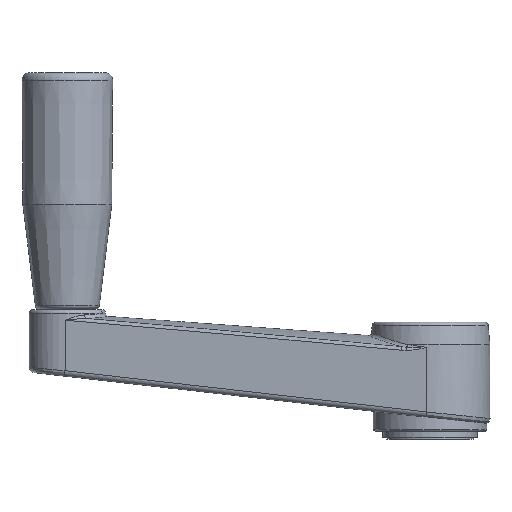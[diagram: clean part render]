
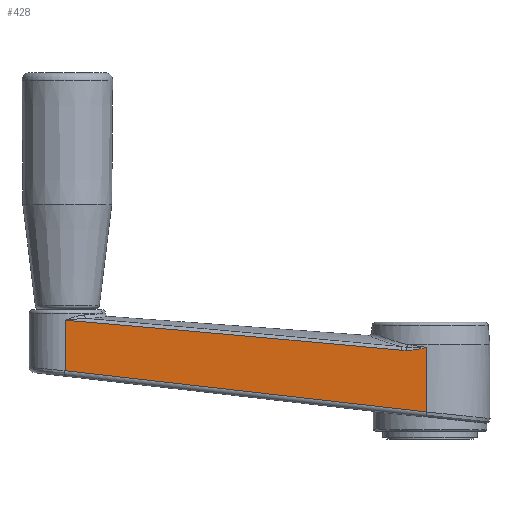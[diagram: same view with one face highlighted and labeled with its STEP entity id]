
A CAD part, left-side view. The second image highlights one B-rep face of the part: STEP entity #428.
In plain terms, the highlighted planar face has unit normal (-0.998, 0.06, 0).
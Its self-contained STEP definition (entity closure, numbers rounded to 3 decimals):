
#428 = ADVANCED_FACE( '', ( #905 ), #906, .T. );
#905 = FACE_OUTER_BOUND( '', #3058, .T. );
#906 = PLANE( '', #3059 );
#3058 = EDGE_LOOP( '', ( #4263, #4264, #4265, #4266, #4267, #4268 ) );
#3059 = AXIS2_PLACEMENT_3D( '', #4269, #4270, #4271 );
#4263 = ORIENTED_EDGE( '', *, *, #4439, .F. );
#4264 = ORIENTED_EDGE( '', *, *, #4766, .T. );
#4265 = ORIENTED_EDGE( '', *, *, #4641, .T. );
#4266 = ORIENTED_EDGE( '', *, *, #4551, .T. );
#4267 = ORIENTED_EDGE( '', *, *, #4866, .T. );
#4268 = ORIENTED_EDGE( '', *, *, #4683, .T. );
#4269 = CARTESIAN_POINT( '', ( -16.47, 0.99, 34. ) );
#4270 = DIRECTION( '', ( -0.998, 0.06, 0. ) );
#4271 = DIRECTION( '', ( -0.06, -0.998, 0. ) );
#4439 = EDGE_CURVE( '', #4913, #4915, #4916, .T. );
#4551 = EDGE_CURVE( '', #5115, #5113, #5116, .T. );
#4641 = EDGE_CURVE( '', #5255, #5115, #5256, .T. );
#4683 = EDGE_CURVE( '', #5314, #4915, #5315, .F. );
#4766 = EDGE_CURVE( '', #4913, #5255, #5430, .F. );
#4866 = EDGE_CURVE( '', #5113, #5314, #5551, .T. );
#4913 = VERTEX_POINT( '', #5658 );
#4915 = VERTEX_POINT( '', #5670 );
#4916 = LINE( '', #5671, #5672 );
#5113 = VERTEX_POINT( '', #6049 );
#5115 = VERTEX_POINT( '', #6078 );
#5116 = ELLIPSE( '', #6079, 818.866, 49. );
#5255 = VERTEX_POINT( '', #6302 );
#5256 = B_SPLINE_CURVE_WITH_KNOTS( '', 3, ( #6303, #6304, #6305, #6306, #6307, #6308 ), .UNSPECIFIED., .F., .F., ( 4, 2, 4 ), ( 0., 0.001, 0.001 ), .UNSPECIFIED. );
#5314 = VERTEX_POINT( '', #6448 );
#5315 = LINE( '', #6449, #6450 );
#5430 = B_SPLINE_CURVE_WITH_KNOTS( '', 3, ( #6803, #6804, #6805, #6806, #6807, #6808, #6809, #6810, #6811, #6812, #6813, #6814, #6815, #6816, #6817, #6818, #6819, #6820, #6821, #6822, #6823, #6824, #6825, #6826, #6827, #6828 ), .UNSPECIFIED., .F., .F., ( 4, 2, 2, 2, 2, 1, 2, 2, 1, 1, 1, 1, 1, 2, 2, 4 ), ( 0., 0.001, 0.001, 0.002, 0.003, 0.004, 0.004, 0.004, 0.004, 0.005, 0.005, 0.005, 0.006, 0.006, 0.006, 0.006 ), .UNSPECIFIED. );
#5551 = LINE( '', #7349, #7350 );
#5658 = CARTESIAN_POINT( '', ( -16.47, 0.99, 23.128 ) );
#5670 = CARTESIAN_POINT( '', ( -16.47, 0.99, 5.333 ) );
#5671 = CARTESIAN_POINT( '', ( -16.47, 0.99, 34. ) );
#5672 = VECTOR( '', #7424, 1000. );
#6049 = CARTESIAN_POINT( '', ( -10.481, 100.63, 30.595 ) );
#6078 = CARTESIAN_POINT( '', ( -16.053, 7.935, 22.34 ) );
#6079 = AXIS2_PLACEMENT_3D( '', #7560, #7561, #7562 );
#6302 = CARTESIAN_POINT( '', ( -16.134, 6.578, 22.291 ) );
#6303 = CARTESIAN_POINT( '', ( -16.134, 6.578, 22.291 ) );
#6304 = CARTESIAN_POINT( '', ( -16.121, 6.804, 22.287 ) );
#6305 = CARTESIAN_POINT( '', ( -16.107, 7.031, 22.289 ) );
#6306 = CARTESIAN_POINT( '', ( -16.08, 7.483, 22.305 ) );
#6307 = CARTESIAN_POINT( '', ( -16.066, 7.709, 22.319 ) );
#6308 = CARTESIAN_POINT( '', ( -16.053, 7.935, 22.34 ) );
#6448 = CARTESIAN_POINT( '', ( -10.481, 100.63, 16.686 ) );
#6449 = CARTESIAN_POINT( '', ( -16.48, 0.822, 5.314 ) );
#6450 = VECTOR( '', #7702, 1000. );
#6803 = CARTESIAN_POINT( '', ( -16.134, 6.578, 22.291 ) );
#6804 = CARTESIAN_POINT( '', ( -16.149, 6.341, 22.293 ) );
#6805 = CARTESIAN_POINT( '', ( -16.163, 6.105, 22.301 ) );
#6806 = CARTESIAN_POINT( '', ( -16.191, 5.634, 22.326 ) );
#6807 = CARTESIAN_POINT( '', ( -16.205, 5.399, 22.343 ) );
#6808 = CARTESIAN_POINT( '', ( -16.233, 4.93, 22.387 ) );
#6809 = CARTESIAN_POINT( '', ( -16.248, 4.695, 22.413 ) );
#6810 = CARTESIAN_POINT( '', ( -16.276, 4.228, 22.472 ) );
#6811 = CARTESIAN_POINT( '', ( -16.29, 3.995, 22.506 ) );
#6812 = CARTESIAN_POINT( '', ( -16.318, 3.53, 22.58 ) );
#6813 = CARTESIAN_POINT( '', ( -16.339, 3.181, 22.641 ) );
#6814 = CARTESIAN_POINT( '', ( -16.359, 2.833, 22.708 ) );
#6815 = CARTESIAN_POINT( '', ( -16.37, 2.66, 22.743 ) );
#6816 = CARTESIAN_POINT( '', ( -16.373, 2.602, 22.755 ) );
#6817 = CARTESIAN_POINT( '', ( -16.38, 2.486, 22.779 ) );
#6818 = CARTESIAN_POINT( '', ( -16.398, 2.197, 22.84 ) );
#6819 = CARTESIAN_POINT( '', ( -16.422, 1.793, 22.931 ) );
#6820 = CARTESIAN_POINT( '', ( -16.446, 1.391, 23.027 ) );
#6821 = CARTESIAN_POINT( '', ( -16.458, 1.19, 23.077 ) );
#6822 = CARTESIAN_POINT( '', ( -16.464, 1.09, 23.102 ) );
#6823 = CARTESIAN_POINT( '', ( -16.467, 1.047, 23.113 ) );
#6824 = CARTESIAN_POINT( '', ( -16.468, 1.026, 23.118 ) );
#6825 = CARTESIAN_POINT( '', ( -16.469, 1.019, 23.12 ) );
#6826 = CARTESIAN_POINT( '', ( -16.469, 1.004, 23.124 ) );
#6827 = CARTESIAN_POINT( '', ( -16.47, 0.997, 23.126 ) );
#6828 = CARTESIAN_POINT( '', ( -16.47, 0.99, 23.128 ) );
#7349 = CARTESIAN_POINT( '', ( -10.481, 100.63, 34. ) );
#7350 = VECTOR( '', #7862, 1000. );
#7424 = DIRECTION( '', ( 0., 0., -1. ) );
#7560 = CARTESIAN_POINT( '', ( -0.998, 258.393, -6.023 ) );
#7561 = DIRECTION( '', ( -0.998, 0.06, 0. ) );
#7562 = DIRECTION( '', ( 0.06, 0.996, 0.073 ) );
#7702 = DIRECTION( '', ( 0.06, 0.992, 0.113 ) );
#7862 = DIRECTION( '', ( 0., 0., -1. ) );
